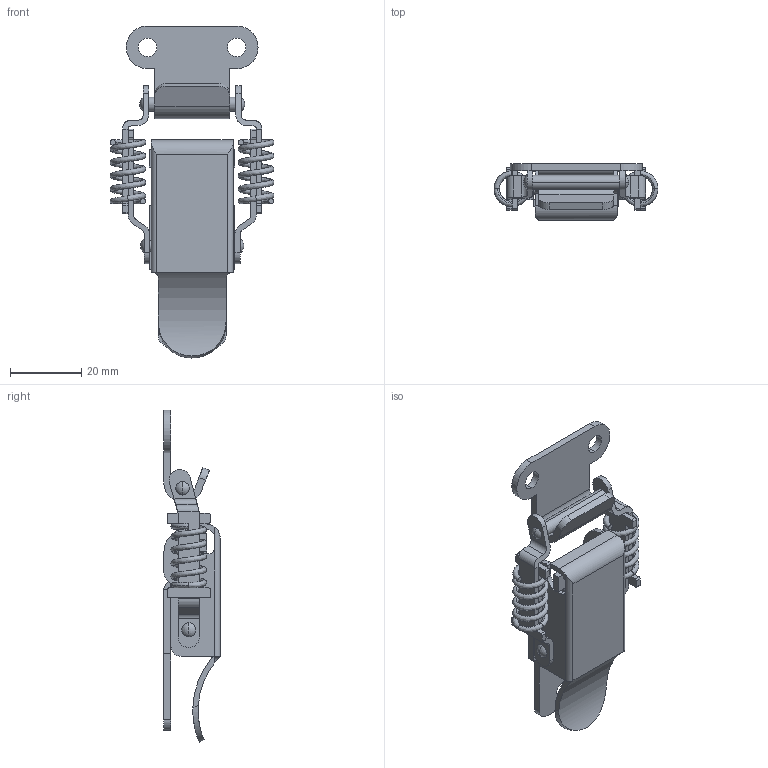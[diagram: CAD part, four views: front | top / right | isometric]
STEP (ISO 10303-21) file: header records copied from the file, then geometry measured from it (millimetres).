
FILE_DESCRIPTION( (''), '2;1');
FILE_NAME ('PC019.69172.TL_207SUS_1_23214.stp','2025-04-24T17:42:35',(''),(''),'spGate 19.8.4 (****-****-****-****)','','');
FILE_SCHEMA (('AUTOMOTIVE_DESIGN'));
Length unit declared in the file: millimetre
Products named in the file (7): Assembly; keeper; spring; armA; armB; lever; base
Assembly tree (7 placements, depth 2):
  Assembly
    keeper
    spring  x2
    armA
    armB
    lever
    base
Bounding box: 46 x 15.8 x 93.23 mm (x, y, z)
Volume: 10074.5 mm3; surface area: 14357.9 mm2
Topology: 7 solids, 7 shells, 239 faces, 659 edges, 434 vertices
Faces by surface type: plane 117, cylinder 90, bspline 24, sphere 8
Entity records: 16174 total; most frequent: CARTESIAN_POINT 5609, ORIENTED_EDGE 1226, DIRECTION 1121, COLOUR_RGB 844, PRESENTATION_STYLE_ASSIGNMENT 844, STYLED_ITEM 844, EDGE_CURVE 613, DRAUGHTING_PRE_DEFINED_CURVE_FONT 613
